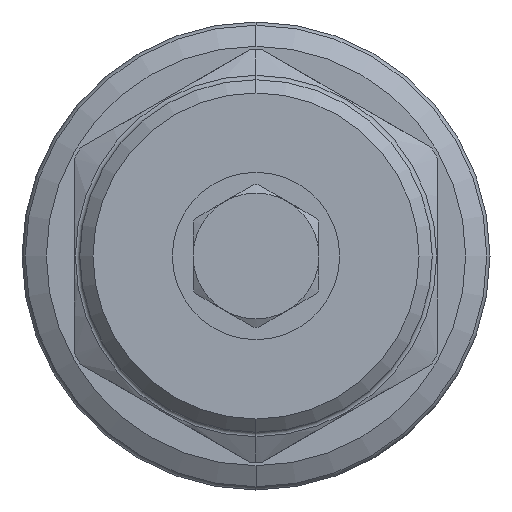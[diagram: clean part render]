
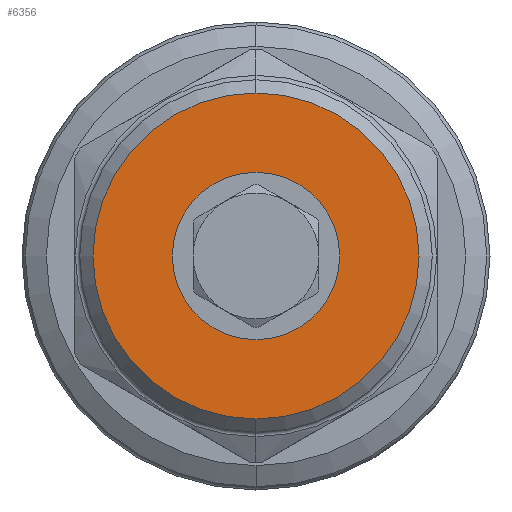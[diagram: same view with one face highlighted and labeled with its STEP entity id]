
A CAD part, left-side view. The second image highlights one B-rep face of the part: STEP entity #6356.
In plain terms, the highlighted planar face has unit normal (-1, 0, 0).
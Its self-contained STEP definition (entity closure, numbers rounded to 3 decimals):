
#65 = ORIENTED_EDGE ( 'NONE', *, *, #687, .F. ) ;
#154 = CARTESIAN_POINT ( 'NONE',  ( -60.611, 0., 0. ) ) ;
#450 = EDGE_LOOP ( 'NONE', ( #10908, #65 ) ) ;
#687 = EDGE_CURVE ( 'NONE', #10295, #3141, #7461, .T. ) ;
#849 = CARTESIAN_POINT ( 'NONE',  ( -60.611, 0., 0. ) ) ;
#890 = CARTESIAN_POINT ( 'NONE',  ( -60.611, 0., 0. ) ) ;
#991 = DIRECTION ( 'NONE',  ( -1., 0., 0. ) ) ;
#1561 = CARTESIAN_POINT ( 'NONE',  ( -60.611, 0., -9.5 ) ) ;
#1814 = DIRECTION ( 'NONE',  ( 0., 0., 1. ) ) ;
#1944 = FACE_OUTER_BOUND ( 'NONE', #4626, .T. ) ;
#2490 = AXIS2_PLACEMENT_3D ( 'NONE', #6673, #10121, #5009 ) ;
#2743 = AXIS2_PLACEMENT_3D ( 'NONE', #890, #5211, #1814 ) ;
#2818 = CIRCLE ( 'NONE', #2743, 18.5 ) ;
#2915 = ORIENTED_EDGE ( 'NONE', *, *, #6911, .T. ) ;
#3141 = VERTEX_POINT ( 'NONE', #5226 ) ;
#3472 = VERTEX_POINT ( 'NONE', #8420 ) ;
#4057 = CARTESIAN_POINT ( 'NONE',  ( -60.611, 0., -18.5 ) ) ;
#4327 = CIRCLE ( 'NONE', #9957, 9.5 ) ;
#4626 = EDGE_LOOP ( 'NONE', ( #5809, #2915 ) ) ;
#5009 = DIRECTION ( 'NONE',  ( 0., 0., 1. ) ) ;
#5211 = DIRECTION ( 'NONE',  ( -1., 0., 0. ) ) ;
#5226 = CARTESIAN_POINT ( 'NONE',  ( -60.611, 0., 9.5 ) ) ;
#5696 = VERTEX_POINT ( 'NONE', #4057 ) ;
#5809 = ORIENTED_EDGE ( 'NONE', *, *, #10054, .T. ) ;
#6068 = CARTESIAN_POINT ( 'NONE',  ( -60.611, 0., 0. ) ) ;
#6158 = DIRECTION ( 'NONE',  ( -1., 0., 0. ) ) ;
#6356 = ADVANCED_FACE ( 'NONE', ( #1944, #9429 ), #10066, .T. ) ;
#6673 = CARTESIAN_POINT ( 'NONE',  ( -60.611, 0., 0. ) ) ;
#6751 = CIRCLE ( 'NONE', #8798, 18.5 ) ;
#6911 = EDGE_CURVE ( 'NONE', #3472, #5696, #6751, .T. ) ;
#7078 = DIRECTION ( 'NONE',  ( 0., 0., 1. ) ) ;
#7461 = CIRCLE ( 'NONE', #9040, 9.5 ) ;
#8420 = CARTESIAN_POINT ( 'NONE',  ( -60.611, 0., 18.5 ) ) ;
#8431 = DIRECTION ( 'NONE',  ( -1., 0., 0. ) ) ;
#8453 = EDGE_CURVE ( 'NONE', #3141, #10295, #4327, .T. ) ;
#8798 = AXIS2_PLACEMENT_3D ( 'NONE', #849, #8431, #9261 ) ;
#9040 = AXIS2_PLACEMENT_3D ( 'NONE', #154, #6158, #7078 ) ;
#9261 = DIRECTION ( 'NONE',  ( 0., 0., 1. ) ) ;
#9429 = FACE_BOUND ( 'NONE', #450, .T. ) ;
#9483 = DIRECTION ( 'NONE',  ( 0., 0., 1. ) ) ;
#9957 = AXIS2_PLACEMENT_3D ( 'NONE', #6068, #991, #9483 ) ;
#10054 = EDGE_CURVE ( 'NONE', #5696, #3472, #2818, .T. ) ;
#10066 = PLANE ( 'NONE',  #2490 ) ;
#10121 = DIRECTION ( 'NONE',  ( -1., 0., 0. ) ) ;
#10295 = VERTEX_POINT ( 'NONE', #1561 ) ;
#10908 = ORIENTED_EDGE ( 'NONE', *, *, #8453, .F. ) ;
